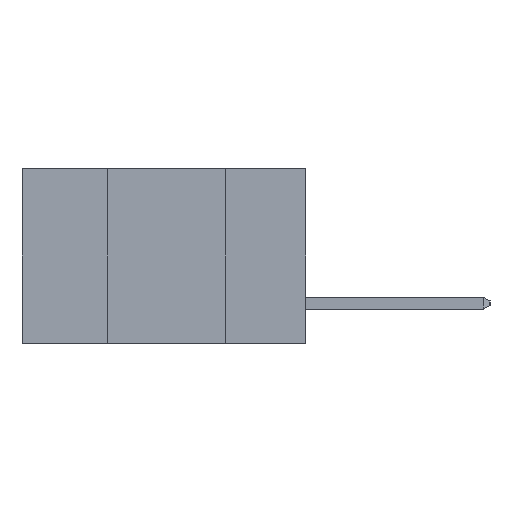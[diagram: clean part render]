
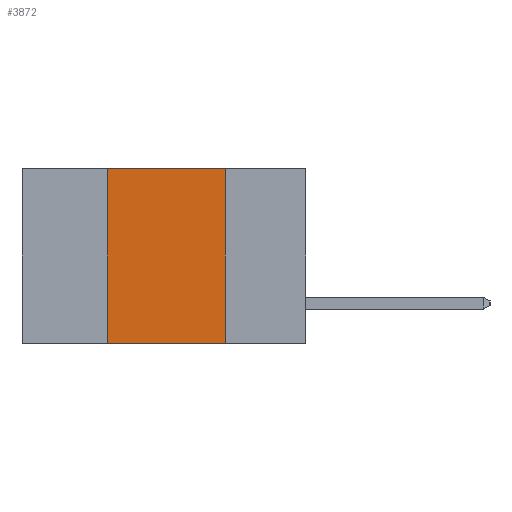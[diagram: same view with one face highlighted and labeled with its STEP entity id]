
A CAD part, left-side view. The second image highlights one B-rep face of the part: STEP entity #3872.
In plain terms, the highlighted planar face has unit normal (-1, 0, 0).
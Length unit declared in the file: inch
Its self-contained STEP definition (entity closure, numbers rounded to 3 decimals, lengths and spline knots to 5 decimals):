
#940 = ORIENTED_EDGE ( 'NONE', *, *, #6537, .F. ) ;
#1055 = ORIENTED_EDGE ( 'NONE', *, *, #3452, .F. ) ;
#1275 = DIRECTION ( 'NONE',  ( 0., 0., -1. ) ) ;
#1438 = ORIENTED_EDGE ( 'NONE', *, *, #5626, .F. ) ;
#1836 = ORIENTED_EDGE ( 'NONE', *, *, #7204, .T. ) ;
#3156 = LINE ( 'NONE', #9820, #6763 ) ;
#3452 = EDGE_CURVE ( 'NONE', #10005, #14158, #3156, .T. ) ;
#3491 = CARTESIAN_POINT ( 'NONE',  ( 0., 0.17, -0.37 ) ) ;
#3872 = ADVANCED_FACE ( 'NONE', ( #10652 ), #11843, .F. ) ;
#5283 = CARTESIAN_POINT ( 'NONE',  ( 0., 0.6, 0. ) ) ;
#5479 = CARTESIAN_POINT ( 'NONE',  ( 0., 0.17, 0. ) ) ;
#5517 = EDGE_LOOP ( 'NONE', ( #940, #1055, #1438, #1836 ) ) ;
#5626 = EDGE_CURVE ( 'NONE', #6345, #10005, #16895, .T. ) ;
#6029 = AXIS2_PLACEMENT_3D ( 'NONE', #5283, #14461, #6648 ) ;
#6111 = CARTESIAN_POINT ( 'NONE',  ( 0., 0.42, 0. ) ) ;
#6345 = VERTEX_POINT ( 'NONE', #15532 ) ;
#6506 = LINE ( 'NONE', #6894, #9192 ) ;
#6537 = EDGE_CURVE ( 'NONE', #14158, #14184, #14846, .T. ) ;
#6648 = DIRECTION ( 'NONE',  ( 0., 0., -1. ) ) ;
#6763 = VECTOR ( 'NONE', #11116, 39.37008 ) ;
#6894 = CARTESIAN_POINT ( 'NONE',  ( 0., 0.6, -0.37 ) ) ;
#7204 = EDGE_CURVE ( 'NONE', #6345, #14184, #6506, .T. ) ;
#8797 = DIRECTION ( 'NONE',  ( 0., 0., 1. ) ) ;
#9192 = VECTOR ( 'NONE', #17149, 39.37008 ) ;
#9820 = CARTESIAN_POINT ( 'NONE',  ( 0., 0.6, 0. ) ) ;
#10005 = VERTEX_POINT ( 'NONE', #13417 ) ;
#10652 = FACE_OUTER_BOUND ( 'NONE', #5517, .T. ) ;
#11116 = DIRECTION ( 'NONE',  ( 0., -1., 0. ) ) ;
#11843 = PLANE ( 'NONE',  #6029 ) ;
#13417 = CARTESIAN_POINT ( 'NONE',  ( 0., 0.42, 0. ) ) ;
#13621 = VECTOR ( 'NONE', #8797, 39.37008 ) ;
#13991 = CARTESIAN_POINT ( 'NONE',  ( 0., 0.17, 0. ) ) ;
#14158 = VERTEX_POINT ( 'NONE', #13991 ) ;
#14184 = VERTEX_POINT ( 'NONE', #3491 ) ;
#14461 = DIRECTION ( 'NONE',  ( 1., 0., 0. ) ) ;
#14467 = VECTOR ( 'NONE', #1275, 39.37008 ) ;
#14846 = LINE ( 'NONE', #5479, #14467 ) ;
#15532 = CARTESIAN_POINT ( 'NONE',  ( 0., 0.42, -0.37 ) ) ;
#16895 = LINE ( 'NONE', #6111, #13621 ) ;
#17149 = DIRECTION ( 'NONE',  ( 0., -1., 0. ) ) ;
